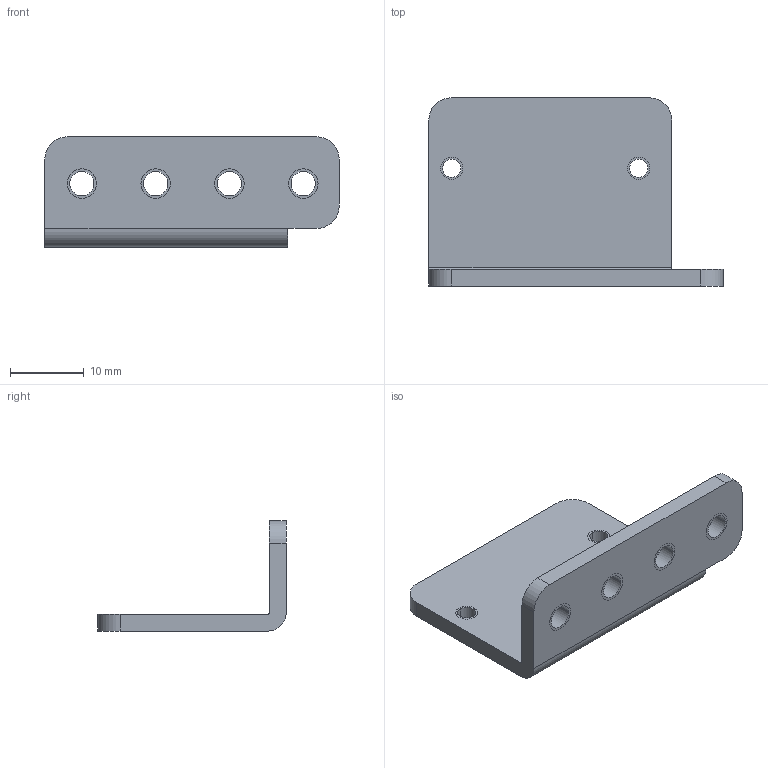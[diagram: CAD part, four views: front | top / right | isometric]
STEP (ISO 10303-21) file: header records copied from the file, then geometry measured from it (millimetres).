
FILE_DESCRIPTION((''),'2;1');
FILE_NAME('155370_ASM','2022-05-27T12:10:45',('PDMAdmin'),('BANNER ENGINEERING'),'CREO PARAMETRIC BY PTC INC, 2019292','CREO PARAMETRIC BY PTC INC, 2019292','');
FILE_SCHEMA(('CONFIG_CONTROL_DESIGN'));
Length unit declared in the file: inch
Products named in the file (2): 47932; 155370_ASM
Assembly tree (1 placements, depth 2):
  155370_ASM
    47932
Bounding box: 40.01 x 25.61 x 14.99 mm (x, y, z)
Volume: 2922 mm3; surface area: 3185.3 mm2
Topology: 1 solids, 7 shells, 41 faces, 115 edges, 76 vertices
Faces by surface type: cylinder 31, plane 10
Entity records: 1443 total; most frequent: DIRECTION 269, CARTESIAN_POINT 237, ORIENTED_EDGE 206, EDGE_CURVE 115, AXIS2_PLACEMENT_3D 108, VERTEX_POINT 76, CIRCLE 62, VECTOR 53
